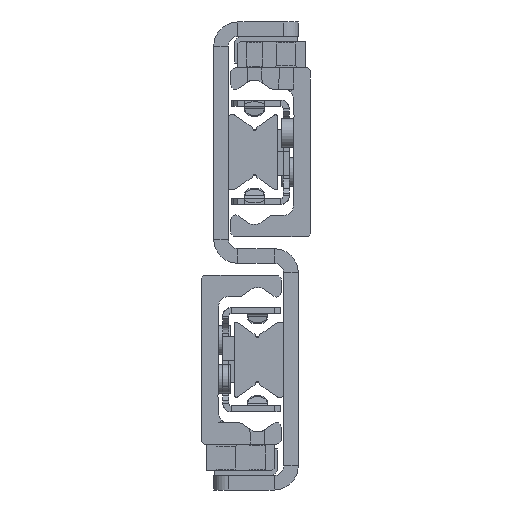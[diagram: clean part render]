
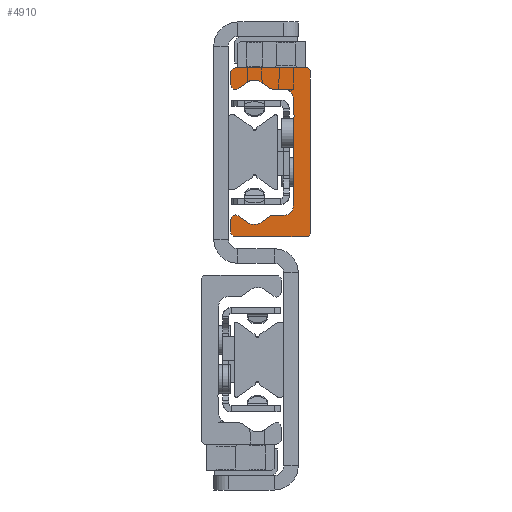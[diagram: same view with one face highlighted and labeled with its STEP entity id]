
A CAD part, left-side view. The second image highlights one B-rep face of the part: STEP entity #4910.
In plain terms, the highlighted planar face has unit normal (-1, 0, 0).
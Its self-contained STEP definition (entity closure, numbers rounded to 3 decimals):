
#3760=CARTESIAN_POINT('',(0.0,4.75,-11.1));
#3761=VERTEX_POINT('',#3760);
#3768=CARTESIAN_POINT('',(0.0,2.75,-13.1));
#3769=VERTEX_POINT('',#3768);
#3770=CARTESIAN_POINT('',(0.0,2.75,-11.1));
#3771=DIRECTION('',(-1.0,0.0,0.0));
#3772=DIRECTION('',(0.0,0.0,1.0));
#3773=AXIS2_PLACEMENT_3D('',#3770,#3771,#3772);
#3774=CIRCLE('',#3773,2.);
#3775=EDGE_CURVE('',#3761,#3769,#3774,.T.);
#3948=CARTESIAN_POINT('',(0.0,-0.14,-13.281));
#3949=VERTEX_POINT('',#3948);
#3956=CARTESIAN_POINT('',(0.0,-1.916,-14.524));
#3957=VERTEX_POINT('',#3956);
#3958=CARTESIAN_POINT('',(0.0,-0.14,-13.281));
#3959=DIRECTION('',(0.0,-0.819,-0.574));
#3960=VECTOR('',#3959,2.168);
#3961=LINE('',#3958,#3960);
#3962=EDGE_CURVE('',#3949,#3957,#3961,.T.);
#4045=CARTESIAN_POINT('',(0.0,8.25,16.85));
#4046=VERTEX_POINT('',#4045);
#4053=CARTESIAN_POINT('',(0.0,7.6,17.5));
#4054=VERTEX_POINT('',#4053);
#4055=CARTESIAN_POINT('',(0.0,7.6,16.85));
#4056=DIRECTION('',(1.0,0.0,0.0));
#4057=DIRECTION('',(0.0,1.0,0.0));
#4058=AXIS2_PLACEMENT_3D('',#4055,#4056,#4057);
#4059=CIRCLE('',#4058,0.65);
#4060=EDGE_CURVE('',#4046,#4054,#4059,.T.);
#4084=CARTESIAN_POINT('',(0.0,8.25,-16.85));
#4085=VERTEX_POINT('',#4084);
#4092=CARTESIAN_POINT('',(0.0,8.25,-16.85));
#4093=DIRECTION('',(0.0,0.0,1.0));
#4094=VECTOR('',#4093,33.7);
#4095=LINE('',#4092,#4094);
#4096=EDGE_CURVE('',#4085,#4046,#4095,.T.);
#4155=CARTESIAN_POINT('',(0.0,7.6,-17.5));
#4156=VERTEX_POINT('',#4155);
#4163=CARTESIAN_POINT('',(0.0,7.6,-16.85));
#4164=DIRECTION('',(1.0,0.0,0.0));
#4165=DIRECTION('',(0.0,0.0,-1.0));
#4166=AXIS2_PLACEMENT_3D('',#4163,#4164,#4165);
#4167=CIRCLE('',#4166,0.65);
#4168=EDGE_CURVE('',#4156,#4085,#4167,.T.);
#4187=CARTESIAN_POINT('',(0.0,-7.25,-17.5));
#4188=VERTEX_POINT('',#4187);
#4195=CARTESIAN_POINT('',(0.0,-7.25,-17.5));
#4196=DIRECTION('',(0.0,1.0,0.0));
#4197=VECTOR('',#4196,14.85);
#4198=LINE('',#4195,#4197);
#4199=EDGE_CURVE('',#4188,#4156,#4198,.T.);
#4231=CARTESIAN_POINT('',(0.0,-8.25,-16.5));
#4232=VERTEX_POINT('',#4231);
#4239=CARTESIAN_POINT('',(0.0,-7.25,-16.5));
#4240=DIRECTION('',(1.0,0.0,0.0));
#4241=DIRECTION('',(0.0,-1.0,0.0));
#4242=AXIS2_PLACEMENT_3D('',#4239,#4240,#4241);
#4243=CIRCLE('',#4242,1.);
#4244=EDGE_CURVE('',#4232,#4188,#4243,.T.);
#4263=CARTESIAN_POINT('',(0.0,-8.25,-13.98));
#4264=VERTEX_POINT('',#4263);
#4271=CARTESIAN_POINT('',(0.0,-8.25,-13.98));
#4272=DIRECTION('',(0.0,0.0,-1.0));
#4273=VECTOR('',#4272,2.52);
#4274=LINE('',#4271,#4273);
#4275=EDGE_CURVE('',#4264,#4232,#4274,.T.);
#4295=CARTESIAN_POINT('',(0.0,-6.708,-13.177));
#4296=VERTEX_POINT('',#4295);
#4303=CARTESIAN_POINT('',(0.0,-7.27,-13.98));
#4304=DIRECTION('',(1.0,0.0,0.0));
#4305=DIRECTION('',(0.0,0.574,0.819));
#4306=AXIS2_PLACEMENT_3D('',#4303,#4304,#4305);
#4307=CIRCLE('',#4306,0.98);
#4308=EDGE_CURVE('',#4296,#4264,#4307,.T.);
#4327=CARTESIAN_POINT('',(0.0,-4.784,-14.524));
#4328=VERTEX_POINT('',#4327);
#4335=CARTESIAN_POINT('',(0.0,-4.784,-14.524));
#4336=DIRECTION('',(0.0,-0.819,0.574));
#4337=VECTOR('',#4336,2.349);
#4338=LINE('',#4335,#4337);
#4339=EDGE_CURVE('',#4328,#4296,#4338,.T.);
#4352=CARTESIAN_POINT('',(0.0,-3.35,-12.477));
#4353=DIRECTION('',(-1.0,0.0,0.0));
#4354=DIRECTION('',(0.0,0.574,0.819));
#4355=AXIS2_PLACEMENT_3D('',#4352,#4353,#4354);
#4356=CIRCLE('',#4355,2.5);
#4357=EDGE_CURVE('',#3957,#4328,#4356,.T.);
#4387=CARTESIAN_POINT('',(0.0,0.433,-13.1));
#4388=VERTEX_POINT('',#4387);
#4395=CARTESIAN_POINT('',(0.0,0.433,-14.1));
#4396=DIRECTION('',(1.0,0.0,0.0));
#4397=DIRECTION('',(0.0,0.0,1.0));
#4398=AXIS2_PLACEMENT_3D('',#4395,#4396,#4397);
#4399=CIRCLE('',#4398,1.);
#4400=EDGE_CURVE('',#4388,#3949,#4399,.T.);
#4415=CARTESIAN_POINT('',(0.0,2.75,-13.1));
#4416=DIRECTION('',(0.0,-1.0,0.0));
#4417=VECTOR('',#4416,2.317);
#4418=LINE('',#4415,#4417);
#4419=EDGE_CURVE('',#3769,#4388,#4418,.T.);
#4445=CARTESIAN_POINT('',(0.0,4.75,-7.75));
#4446=VERTEX_POINT('',#4445);
#4453=CARTESIAN_POINT('',(0.0,4.75,-7.75));
#4454=DIRECTION('',(0.0,0.0,-1.0));
#4455=VECTOR('',#4454,3.35);
#4456=LINE('',#4453,#4455);
#4457=EDGE_CURVE('',#4446,#3761,#4456,.T.);
#4477=CARTESIAN_POINT('',(0.0,4.75,-7.25));
#4478=VERTEX_POINT('',#4477);
#4485=CARTESIAN_POINT('',(0.0,4.75,-7.5));
#4486=DIRECTION('',(-1.0,0.0,0.0));
#4487=DIRECTION('',(0.0,0.0,1.0));
#4488=AXIS2_PLACEMENT_3D('',#4485,#4486,#4487);
#4489=CIRCLE('',#4488,0.25);
#4490=EDGE_CURVE('',#4478,#4446,#4489,.T.);
#4509=CARTESIAN_POINT('',(0.0,4.75,11.1));
#4510=VERTEX_POINT('',#4509);
#4517=CARTESIAN_POINT('',(0.0,4.75,11.1));
#4518=DIRECTION('',(0.0,0.0,-1.0));
#4519=VECTOR('',#4518,18.35);
#4520=LINE('',#4517,#4519);
#4521=EDGE_CURVE('',#4510,#4478,#4520,.T.);
#4580=CARTESIAN_POINT('',(0.0,2.75,13.1));
#4581=VERTEX_POINT('',#4580);
#4588=CARTESIAN_POINT('',(0.0,2.75,11.1));
#4589=DIRECTION('',(-1.0,0.0,0.0));
#4590=DIRECTION('',(0.0,-1.0,0.0));
#4591=AXIS2_PLACEMENT_3D('',#4588,#4589,#4590);
#4592=CIRCLE('',#4591,2.);
#4593=EDGE_CURVE('',#4581,#4510,#4592,.T.);
#4612=CARTESIAN_POINT('',(0.0,0.433,13.1));
#4613=VERTEX_POINT('',#4612);
#4620=CARTESIAN_POINT('',(0.0,0.433,13.1));
#4621=DIRECTION('',(0.0,1.0,0.0));
#4622=VECTOR('',#4621,2.317);
#4623=LINE('',#4620,#4622);
#4624=EDGE_CURVE('',#4613,#4581,#4623,.T.);
#4644=CARTESIAN_POINT('',(0.0,-0.14,13.281));
#4645=VERTEX_POINT('',#4644);
#4652=CARTESIAN_POINT('',(0.0,0.433,14.1));
#4653=DIRECTION('',(1.0,0.0,0.0));
#4654=DIRECTION('',(0.0,-0.574,-0.819));
#4655=AXIS2_PLACEMENT_3D('',#4652,#4653,#4654);
#4656=CIRCLE('',#4655,1.);
#4657=EDGE_CURVE('',#4645,#4613,#4656,.T.);
#4676=CARTESIAN_POINT('',(0.0,-1.916,14.524));
#4677=VERTEX_POINT('',#4676);
#4684=CARTESIAN_POINT('',(0.0,-1.916,14.524));
#4685=DIRECTION('',(0.0,0.819,-0.574));
#4686=VECTOR('',#4685,2.168);
#4687=LINE('',#4684,#4686);
#4688=EDGE_CURVE('',#4677,#4645,#4687,.T.);
#4708=CARTESIAN_POINT('',(0.0,-4.784,14.524));
#4709=VERTEX_POINT('',#4708);
#4716=CARTESIAN_POINT('',(0.0,-3.35,12.477));
#4717=DIRECTION('',(-1.0,0.0,0.0));
#4718=DIRECTION('',(0.0,-0.574,-0.819));
#4719=AXIS2_PLACEMENT_3D('',#4716,#4717,#4718);
#4720=CIRCLE('',#4719,2.5);
#4721=EDGE_CURVE('',#4709,#4677,#4720,.T.);
#4740=CARTESIAN_POINT('',(0.0,-6.708,13.177));
#4741=VERTEX_POINT('',#4740);
#4748=CARTESIAN_POINT('',(0.0,-6.708,13.177));
#4749=DIRECTION('',(0.0,0.819,0.574));
#4750=VECTOR('',#4749,2.349);
#4751=LINE('',#4748,#4750);
#4752=EDGE_CURVE('',#4741,#4709,#4751,.T.);
#4772=CARTESIAN_POINT('',(0.0,-8.25,13.98));
#4773=VERTEX_POINT('',#4772);
#4780=CARTESIAN_POINT('',(0.0,-7.27,13.98));
#4781=DIRECTION('',(1.0,0.0,0.0));
#4782=DIRECTION('',(0.0,-1.0,0.0));
#4783=AXIS2_PLACEMENT_3D('',#4780,#4781,#4782);
#4784=CIRCLE('',#4783,0.98);
#4785=EDGE_CURVE('',#4773,#4741,#4784,.T.);
#4804=CARTESIAN_POINT('',(0.0,-8.25,16.5));
#4805=VERTEX_POINT('',#4804);
#4812=CARTESIAN_POINT('',(0.0,-8.25,16.5));
#4813=DIRECTION('',(0.0,0.0,-1.0));
#4814=VECTOR('',#4813,2.52);
#4815=LINE('',#4812,#4814);
#4816=EDGE_CURVE('',#4805,#4773,#4815,.T.);
#4836=CARTESIAN_POINT('',(0.0,-7.25,17.5));
#4837=VERTEX_POINT('',#4836);
#4844=CARTESIAN_POINT('',(0.0,-7.25,16.5));
#4845=DIRECTION('',(1.0,0.0,0.0));
#4846=DIRECTION('',(0.0,0.0,1.0));
#4847=AXIS2_PLACEMENT_3D('',#4844,#4845,#4846);
#4848=CIRCLE('',#4847,1.);
#4849=EDGE_CURVE('',#4837,#4805,#4848,.T.);
#4867=CARTESIAN_POINT('',(0.0,7.6,17.5));
#4868=DIRECTION('',(0.0,-1.0,0.0));
#4869=VECTOR('',#4868,14.85);
#4870=LINE('',#4867,#4869);
#4871=EDGE_CURVE('',#4054,#4837,#4870,.T.);
#4877=CARTESIAN_POINT('',(0.0,2.258,-0.017));
#4878=DIRECTION('',(1.0,0.0,0.0));
#4879=DIRECTION('',(0.0,0.0,-1.0));
#4880=AXIS2_PLACEMENT_3D('',#4877,#4878,#4879);
#4881=PLANE('',#4880);
#4882=ORIENTED_EDGE('',*,*,#4871,.F.);
#4883=ORIENTED_EDGE('',*,*,#4060,.F.);
#4884=ORIENTED_EDGE('',*,*,#4096,.F.);
#4885=ORIENTED_EDGE('',*,*,#4168,.F.);
#4886=ORIENTED_EDGE('',*,*,#4199,.F.);
#4887=ORIENTED_EDGE('',*,*,#4244,.F.);
#4888=ORIENTED_EDGE('',*,*,#4275,.F.);
#4889=ORIENTED_EDGE('',*,*,#4308,.F.);
#4890=ORIENTED_EDGE('',*,*,#4339,.F.);
#4891=ORIENTED_EDGE('',*,*,#4357,.F.);
#4892=ORIENTED_EDGE('',*,*,#3962,.F.);
#4893=ORIENTED_EDGE('',*,*,#4400,.F.);
#4894=ORIENTED_EDGE('',*,*,#4419,.F.);
#4895=ORIENTED_EDGE('',*,*,#3775,.F.);
#4896=ORIENTED_EDGE('',*,*,#4457,.F.);
#4897=ORIENTED_EDGE('',*,*,#4490,.F.);
#4898=ORIENTED_EDGE('',*,*,#4521,.F.);
#4899=ORIENTED_EDGE('',*,*,#4593,.F.);
#4900=ORIENTED_EDGE('',*,*,#4624,.F.);
#4901=ORIENTED_EDGE('',*,*,#4657,.F.);
#4902=ORIENTED_EDGE('',*,*,#4688,.F.);
#4903=ORIENTED_EDGE('',*,*,#4721,.F.);
#4904=ORIENTED_EDGE('',*,*,#4752,.F.);
#4905=ORIENTED_EDGE('',*,*,#4785,.F.);
#4906=ORIENTED_EDGE('',*,*,#4816,.F.);
#4907=ORIENTED_EDGE('',*,*,#4849,.F.);
#4908=EDGE_LOOP('',(#4882,#4883,#4884,#4885,#4886,#4887,#4888,#4889,#4890,#4891,#4892,#4893,#4894,#4895,#4896,#4897,#4898,#4899,#4900,#4901,#4902,#4903,#4904,#4905,#4906,#4907));
#4909=FACE_OUTER_BOUND('',#4908,.T.);
#4910=ADVANCED_FACE('',(#4909),#4881,.F.);
